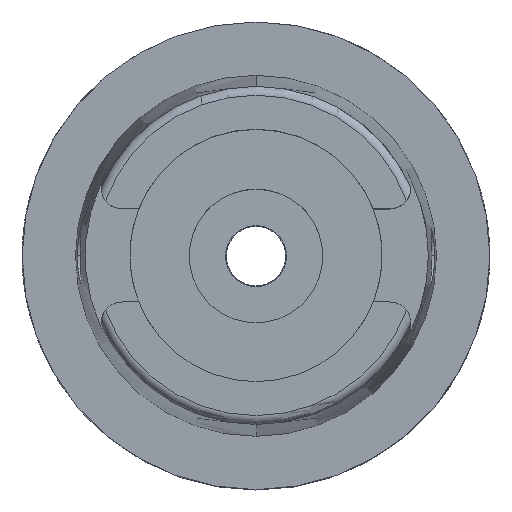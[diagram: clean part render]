
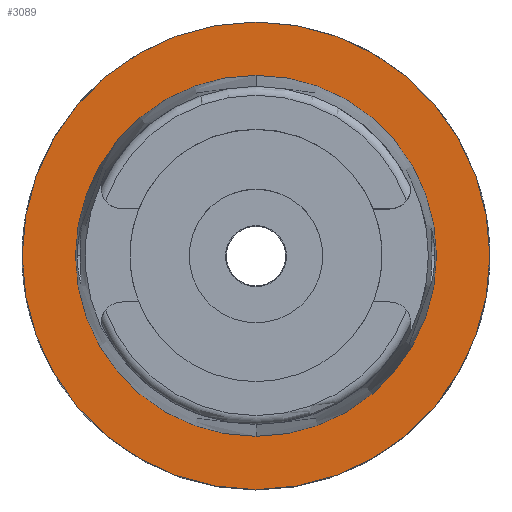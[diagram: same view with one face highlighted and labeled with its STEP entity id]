
A CAD part, top view. The second image highlights one B-rep face of the part: STEP entity #3089.
In plain terms, the highlighted planar face has unit normal (0, 0, 1).
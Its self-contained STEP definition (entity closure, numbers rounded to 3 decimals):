
#618=CARTESIAN_POINT('',(0.,0.,0.));
#619=DIRECTION('',(0.,0.,-1.));
#620=DIRECTION('',(0.,-1.,0.));
#621=AXIS2_PLACEMENT_3D('',#618,#619,#620);
#626=CARTESIAN_POINT('',(0.,0.,0.));
#627=DIRECTION('',(0.,0.,-1.));
#628=DIRECTION('',(0.,1.,0.));
#629=AXIS2_PLACEMENT_3D('',#626,#627,#628);
#634=CARTESIAN_POINT('',(0.,0.,0.));
#635=DIRECTION('',(0.,0.,1.));
#636=DIRECTION('',(0.,-1.,0.));
#637=AXIS2_PLACEMENT_3D('',#634,#635,#636);
#642=CARTESIAN_POINT('',(0.,0.,0.));
#643=DIRECTION('',(0.,0.,1.));
#644=DIRECTION('',(0.,1.,0.));
#645=AXIS2_PLACEMENT_3D('',#642,#643,#644);
#2417=CARTESIAN_POINT('',(0.,-24.315,0.));
#2418=VERTEX_POINT('',#2417);
#2419=CARTESIAN_POINT('',(0.,24.315,0.));
#2420=VERTEX_POINT('',#2419);
#2705=CARTESIAN_POINT('',(0.,31.5,0.));
#2706=VERTEX_POINT('',#2705);
#2707=CARTESIAN_POINT('',(0.,-31.5,0.));
#2708=VERTEX_POINT('',#2707);
#3074=CARTESIAN_POINT('',(0.,0.,0.));
#3075=DIRECTION('',(0.,0.,1.));
#3076=DIRECTION('',(0.,1.,0.));
#3077=AXIS2_PLACEMENT_3D('',#3074,#3075,#3076);
#3078=PLANE('',#3077);
#3080=ORIENTED_EDGE('',*,*,#3079,.T.);
#3082=ORIENTED_EDGE('',*,*,#3081,.T.);
#3083=EDGE_LOOP('',(#3080,#3082));
#3084=FACE_OUTER_BOUND('',#3083,.F.);
#3085=ORIENTED_EDGE('',*,*,#3032,.T.);
#3086=ORIENTED_EDGE('',*,*,#2825,.T.);
#3087=EDGE_LOOP('',(#3085,#3086));
#3088=FACE_BOUND('',#3087,.F.);
#622=CIRCLE('',#621,31.5);
#630=CIRCLE('',#629,31.5);
#638=CIRCLE('',#637,24.315);
#646=CIRCLE('',#645,24.315);
#2825=EDGE_CURVE('',#2420,#2418,#646,.T.);
#3032=EDGE_CURVE('',#2418,#2420,#638,.T.);
#3079=EDGE_CURVE('',#2708,#2706,#622,.T.);
#3081=EDGE_CURVE('',#2706,#2708,#630,.T.);
#3089=ADVANCED_FACE('',(#3084,#3088),#3078,.T.);
